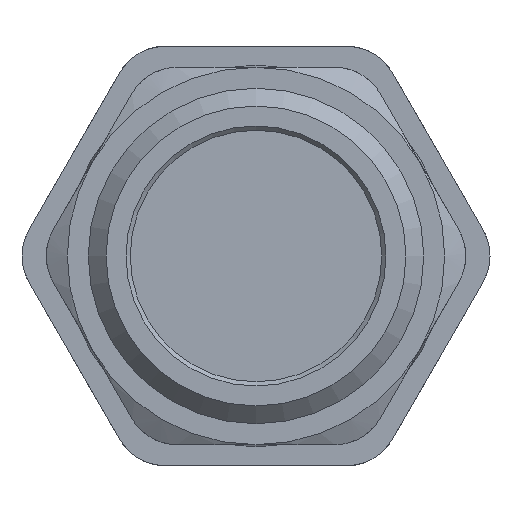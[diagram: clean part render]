
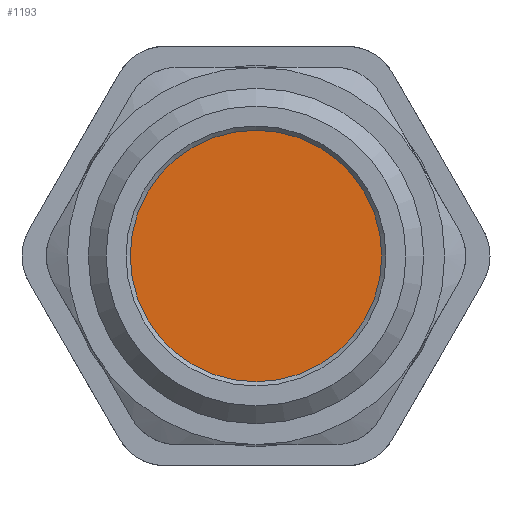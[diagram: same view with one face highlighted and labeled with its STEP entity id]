
A CAD part, front view. The second image highlights one B-rep face of the part: STEP entity #1193.
In plain terms, the highlighted planar face has unit normal (0, -1, 0).
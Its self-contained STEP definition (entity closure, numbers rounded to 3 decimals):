
#147=FACE_OUTER_BOUND('',#223,.T.);
#223=EDGE_LOOP('',(#856));
#313=CIRCLE('',#1322,6.);
#525=VERTEX_POINT('',#2054);
#653=EDGE_CURVE('',#525,#525,#313,.T.);
#856=ORIENTED_EDGE('',*,*,#653,.T.);
#1083=PLANE('',#1321);
#1193=ADVANCED_FACE('',(#147),#1083,.F.);
#1321=AXIS2_PLACEMENT_3D('',#2053,#1525,#1526);
#1322=AXIS2_PLACEMENT_3D('',#2055,#1527,#1528);
#1525=DIRECTION('center_axis',(0.,1.,0.));
#1526=DIRECTION('ref_axis',(0.,0.,1.));
#1527=DIRECTION('center_axis',(0.,-1.,0.));
#1528=DIRECTION('ref_axis',(-1.,0.,0.));
#2053=CARTESIAN_POINT('Origin',(-0.312,3.029,0.));
#2054=CARTESIAN_POINT('',(5.688,3.029,0.));
#2055=CARTESIAN_POINT('Origin',(-0.312,3.029,0.));
